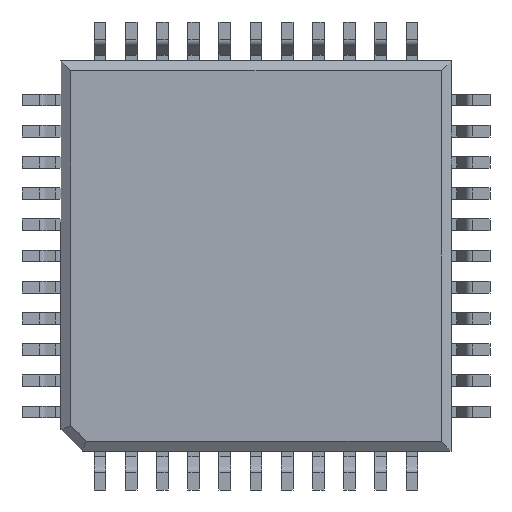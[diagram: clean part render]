
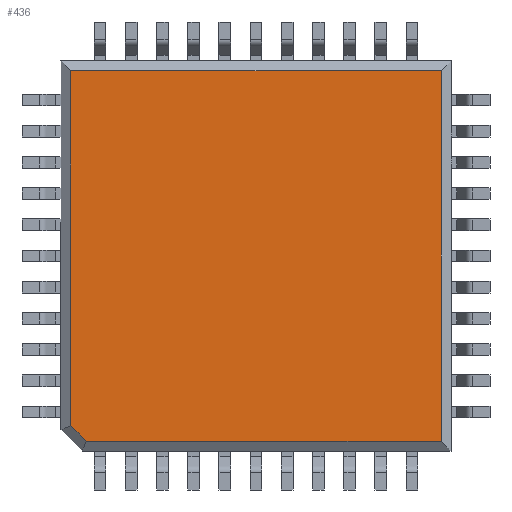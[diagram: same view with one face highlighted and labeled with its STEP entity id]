
A CAD part, front view. The second image highlights one B-rep face of the part: STEP entity #436.
In plain terms, the highlighted planar face has unit normal (0, -1, 0).
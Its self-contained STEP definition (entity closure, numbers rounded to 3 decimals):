
#436 = ADVANCED_FACE ( 'NONE', ( #7267 ), #7210, .F. ) ;
#437 = ORIENTED_EDGE ( 'NONE', *, *, #438, .T. ) ;
#438 = EDGE_CURVE ( 'NONE', #439, #440, #7205, .T. ) ;
#439 = VERTEX_POINT ( 'NONE', #7201 ) ;
#440 = VERTEX_POINT ( 'NONE', #7200 ) ;
#441 = ORIENTED_EDGE ( 'NONE', *, *, #442, .T. ) ;
#442 = EDGE_CURVE ( 'NONE', #440, #461, #7199, .T. ) ;
#448 = VERTEX_POINT ( 'NONE', #7188 ) ;
#449 = ORIENTED_EDGE ( 'NONE', *, *, #450, .T. ) ;
#450 = EDGE_CURVE ( 'NONE', #448, #439, #7186, .T. ) ;
#461 = VERTEX_POINT ( 'NONE', #7254 ) ;
#462 = ORIENTED_EDGE ( 'NONE', *, *, #463, .T. ) ;
#463 = EDGE_CURVE ( 'NONE', #461, #464, #7253, .T. ) ;
#464 = VERTEX_POINT ( 'NONE', #7249 ) ;
#465 = ORIENTED_EDGE ( 'NONE', *, *, #466, .T. ) ;
#466 = EDGE_CURVE ( 'NONE', #464, #448, #7248, .T. ) ;
#635 = EDGE_LOOP ( 'NONE', ( #437, #441, #462, #465, #449 ) ) ;
#7183 = DIRECTION ( 'NONE',  ( 0., 0., 1. ) ) ;
#7184 = VECTOR ( 'NONE', #7183, 1000. ) ;
#7185 = CARTESIAN_POINT ( 'NONE',  ( 4.75, -0.5, 5. ) ) ;
#7186 = LINE ( 'NONE', #7185, #7184 ) ;
#7188 = CARTESIAN_POINT ( 'NONE',  ( 4.75, -0.5, -4.75 ) ) ;
#7196 = DIRECTION ( 'NONE',  ( 0., 0., -1. ) ) ;
#7197 = VECTOR ( 'NONE', #7196, 1000. ) ;
#7198 = CARTESIAN_POINT ( 'NONE',  ( -4.75, -0.5, 5. ) ) ;
#7199 = LINE ( 'NONE', #7198, #7197 ) ;
#7200 = CARTESIAN_POINT ( 'NONE',  ( -4.75, -0.5, 4.75 ) ) ;
#7201 = CARTESIAN_POINT ( 'NONE',  ( 4.75, -0.5, 4.75 ) ) ;
#7202 = DIRECTION ( 'NONE',  ( -1., 0., 0. ) ) ;
#7203 = VECTOR ( 'NONE', #7202, 1000. ) ;
#7204 = CARTESIAN_POINT ( 'NONE',  ( -5., -0.5, 4.75 ) ) ;
#7205 = LINE ( 'NONE', #7204, #7203 ) ;
#7206 = DIRECTION ( 'NONE',  ( 0., 0., 1. ) ) ;
#7207 = DIRECTION ( 'NONE',  ( 0., 1., 0. ) ) ;
#7208 = CARTESIAN_POINT ( 'NONE',  ( -5., -0.5, 5. ) ) ;
#7209 = AXIS2_PLACEMENT_3D ( 'NONE', #7208, #7207, #7206 ) ;
#7210 = PLANE ( 'NONE',  #7209 ) ;
#7245 = DIRECTION ( 'NONE',  ( 1., 0., 0. ) ) ;
#7246 = VECTOR ( 'NONE', #7245, 1000. ) ;
#7247 = CARTESIAN_POINT ( 'NONE',  ( -5., -0.5, -4.75 ) ) ;
#7248 = LINE ( 'NONE', #7247, #7246 ) ;
#7249 = CARTESIAN_POINT ( 'NONE',  ( -4.351, -0.5, -4.75 ) ) ;
#7250 = DIRECTION ( 'NONE',  ( 0.707, 0., -0.707 ) ) ;
#7251 = VECTOR ( 'NONE', #7250, 1000. ) ;
#7252 = CARTESIAN_POINT ( 'NONE',  ( -4.278, -0.5, -4.823 ) ) ;
#7253 = LINE ( 'NONE', #7252, #7251 ) ;
#7254 = CARTESIAN_POINT ( 'NONE',  ( -4.75, -0.5, -4.351 ) ) ;
#7267 = FACE_OUTER_BOUND ( 'NONE', #635, .T. ) ;
